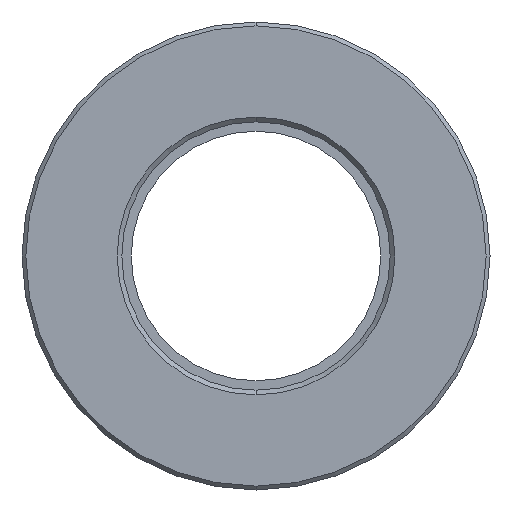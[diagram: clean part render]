
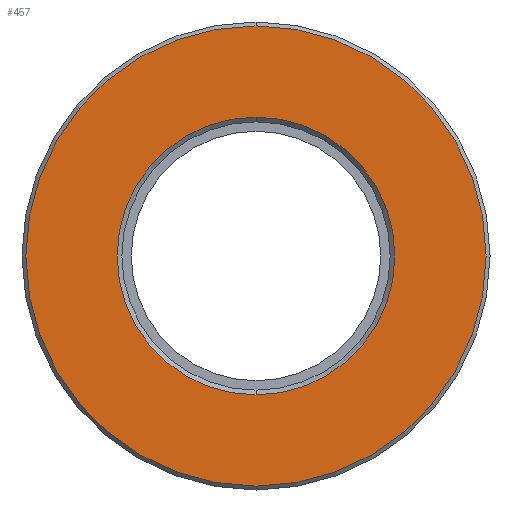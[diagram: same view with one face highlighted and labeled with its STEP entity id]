
A CAD part, front view. The second image highlights one B-rep face of the part: STEP entity #457.
In plain terms, the highlighted planar face has unit normal (0, -1, 0).
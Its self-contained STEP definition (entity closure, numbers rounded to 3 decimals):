
#16 = ORIENTED_EDGE ( 'NONE', *, *, #519, .T. ) ;
#20 = CARTESIAN_POINT ( 'NONE',  ( 0., 0., 0. ) ) ;
#33 = VERTEX_POINT ( 'NONE', #317 ) ;
#35 = VERTEX_POINT ( 'NONE', #223 ) ;
#39 = CIRCLE ( 'NONE', #185, 14.75 ) ;
#40 = AXIS2_PLACEMENT_3D ( 'NONE', #275, #528, #227 ) ;
#43 = EDGE_CURVE ( 'NONE', #33, #355, #511, .T. ) ;
#47 = AXIS2_PLACEMENT_3D ( 'NONE', #385, #51, #292 ) ;
#48 = CIRCLE ( 'NONE', #76, 8.9 ) ;
#51 = DIRECTION ( 'NONE',  ( 0., -1., 0. ) ) ;
#76 = AXIS2_PLACEMENT_3D ( 'NONE', #346, #386, #470 ) ;
#90 = EDGE_CURVE ( 'NONE', #35, #308, #278, .T. ) ;
#91 = PLANE ( 'NONE',  #47 ) ;
#127 = EDGE_LOOP ( 'NONE', ( #188, #362 ) ) ;
#130 = FACE_BOUND ( 'NONE', #127, .T. ) ;
#178 = DIRECTION ( 'NONE',  ( 0., -1., 0. ) ) ;
#185 = AXIS2_PLACEMENT_3D ( 'NONE', #211, #178, #434 ) ;
#188 = ORIENTED_EDGE ( 'NONE', *, *, #219, .T. ) ;
#211 = CARTESIAN_POINT ( 'NONE',  ( 0., 0., 0. ) ) ;
#219 = EDGE_CURVE ( 'NONE', #355, #33, #48, .T. ) ;
#223 = CARTESIAN_POINT ( 'NONE',  ( 0., 0., -14.75 ) ) ;
#227 = DIRECTION ( 'NONE',  ( 0., 0., -1. ) ) ;
#275 = CARTESIAN_POINT ( 'NONE',  ( 0., 0., 0. ) ) ;
#278 = CIRCLE ( 'NONE', #406, 14.75 ) ;
#280 = CARTESIAN_POINT ( 'NONE',  ( 0., 0., -8.9 ) ) ;
#292 = DIRECTION ( 'NONE',  ( 0., 0., -1. ) ) ;
#306 = DIRECTION ( 'NONE',  ( 0., -1., 0. ) ) ;
#308 = VERTEX_POINT ( 'NONE', #520 ) ;
#317 = CARTESIAN_POINT ( 'NONE',  ( 0., 0., 8.9 ) ) ;
#344 = ORIENTED_EDGE ( 'NONE', *, *, #90, .T. ) ;
#346 = CARTESIAN_POINT ( 'NONE',  ( 0., 0., 0. ) ) ;
#355 = VERTEX_POINT ( 'NONE', #280 ) ;
#358 = DIRECTION ( 'NONE',  ( 0., 0., -1. ) ) ;
#360 = EDGE_LOOP ( 'NONE', ( #16, #344 ) ) ;
#362 = ORIENTED_EDGE ( 'NONE', *, *, #43, .T. ) ;
#385 = CARTESIAN_POINT ( 'NONE',  ( -8.6, 0., 0. ) ) ;
#386 = DIRECTION ( 'NONE',  ( 0., 1., 0. ) ) ;
#406 = AXIS2_PLACEMENT_3D ( 'NONE', #20, #306, #358 ) ;
#434 = DIRECTION ( 'NONE',  ( 0., 0., -1. ) ) ;
#452 = FACE_OUTER_BOUND ( 'NONE', #360, .T. ) ;
#457 = ADVANCED_FACE ( 'NONE', ( #130, #452 ), #91, .T. ) ;
#470 = DIRECTION ( 'NONE',  ( 0., 0., -1. ) ) ;
#511 = CIRCLE ( 'NONE', #40, 8.9 ) ;
#519 = EDGE_CURVE ( 'NONE', #308, #35, #39, .T. ) ;
#520 = CARTESIAN_POINT ( 'NONE',  ( 0., 0., 14.75 ) ) ;
#528 = DIRECTION ( 'NONE',  ( 0., 1., 0. ) ) ;
